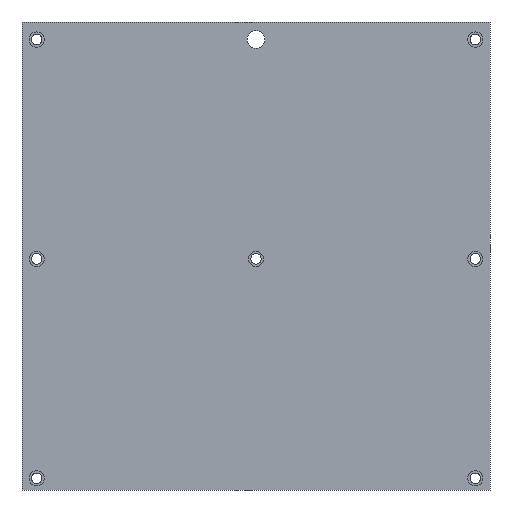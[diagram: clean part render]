
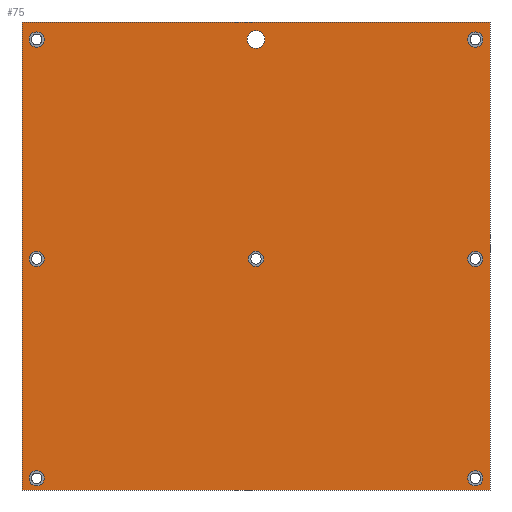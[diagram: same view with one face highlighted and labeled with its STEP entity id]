
A CAD part, front view. The second image highlights one B-rep face of the part: STEP entity #75.
In plain terms, the highlighted planar face has unit normal (0, -1, 0).
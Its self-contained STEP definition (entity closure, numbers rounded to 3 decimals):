
#75 = ADVANCED_FACE( '', ( #108, #109, #110, #111, #112, #113, #114, #115, #116 ), #117, .T. );
#108 = FACE_OUTER_BOUND( '', #216, .T. );
#109 = FACE_BOUND( '', #217, .T. );
#110 = FACE_BOUND( '', #218, .T. );
#111 = FACE_BOUND( '', #219, .T. );
#112 = FACE_BOUND( '', #220, .T. );
#113 = FACE_BOUND( '', #221, .T. );
#114 = FACE_BOUND( '', #222, .T. );
#115 = FACE_BOUND( '', #223, .T. );
#116 = FACE_BOUND( '', #224, .T. );
#117 = PLANE( '', #225 );
#216 = EDGE_LOOP( '', ( #324, #325, #326, #327 ) );
#217 = EDGE_LOOP( '', ( #328 ) );
#218 = EDGE_LOOP( '', ( #329 ) );
#219 = EDGE_LOOP( '', ( #330 ) );
#220 = EDGE_LOOP( '', ( #331 ) );
#221 = EDGE_LOOP( '', ( #332 ) );
#222 = EDGE_LOOP( '', ( #333 ) );
#223 = EDGE_LOOP( '', ( #334 ) );
#224 = EDGE_LOOP( '', ( #335 ) );
#225 = AXIS2_PLACEMENT_3D( '', #336, #337, #338 );
#324 = ORIENTED_EDGE( '', *, *, #514, .T. );
#325 = ORIENTED_EDGE( '', *, *, #515, .T. );
#326 = ORIENTED_EDGE( '', *, *, #516, .T. );
#327 = ORIENTED_EDGE( '', *, *, #517, .T. );
#328 = ORIENTED_EDGE( '', *, *, #518, .T. );
#329 = ORIENTED_EDGE( '', *, *, #519, .T. );
#330 = ORIENTED_EDGE( '', *, *, #520, .T. );
#331 = ORIENTED_EDGE( '', *, *, #521, .T. );
#332 = ORIENTED_EDGE( '', *, *, #522, .T. );
#333 = ORIENTED_EDGE( '', *, *, #523, .T. );
#334 = ORIENTED_EDGE( '', *, *, #524, .T. );
#335 = ORIENTED_EDGE( '', *, *, #525, .T. );
#336 = CARTESIAN_POINT( '', ( -400., -50., -400. ) );
#337 = DIRECTION( '', ( 0., -1., 0. ) );
#338 = DIRECTION( '', ( 0., 0., -1. ) );
#514 = EDGE_CURVE( '', #562, #563, #564, .T. );
#515 = EDGE_CURVE( '', #563, #565, #566, .T. );
#516 = EDGE_CURVE( '', #565, #567, #568, .T. );
#517 = EDGE_CURVE( '', #567, #562, #569, .T. );
#518 = EDGE_CURVE( '', #570, #570, #571, .T. );
#519 = EDGE_CURVE( '', #572, #572, #573, .T. );
#520 = EDGE_CURVE( '', #574, #574, #575, .T. );
#521 = EDGE_CURVE( '', #576, #576, #577, .T. );
#522 = EDGE_CURVE( '', #578, #578, #579, .T. );
#523 = EDGE_CURVE( '', #580, #580, #581, .T. );
#524 = EDGE_CURVE( '', #582, #582, #583, .T. );
#525 = EDGE_CURVE( '', #584, #584, #585, .T. );
#562 = VERTEX_POINT( '', #650 );
#563 = VERTEX_POINT( '', #651 );
#564 = LINE( '', #652, #653 );
#565 = VERTEX_POINT( '', #654 );
#566 = LINE( '', #655, #656 );
#567 = VERTEX_POINT( '', #657 );
#568 = LINE( '', #658, #659 );
#569 = LINE( '', #660, #661 );
#570 = VERTEX_POINT( '', #662 );
#571 = CIRCLE( '', #663, 13. );
#572 = VERTEX_POINT( '', #664 );
#573 = CIRCLE( '', #665, 13. );
#574 = VERTEX_POINT( '', #666 );
#575 = CIRCLE( '', #667, 13. );
#576 = VERTEX_POINT( '', #668 );
#577 = CIRCLE( '', #669, 13. );
#578 = VERTEX_POINT( '', #670 );
#579 = CIRCLE( '', #671, 13. );
#580 = VERTEX_POINT( '', #672 );
#581 = CIRCLE( '', #673, 13. );
#582 = VERTEX_POINT( '', #674 );
#583 = CIRCLE( '', #675, 13. );
#584 = VERTEX_POINT( '', #676 );
#585 = CIRCLE( '', #677, 15. );
#650 = CARTESIAN_POINT( '', ( -400., -50., 400. ) );
#651 = CARTESIAN_POINT( '', ( -400., -50., -400. ) );
#652 = CARTESIAN_POINT( '', ( -400., -50., 400. ) );
#653 = VECTOR( '', #750, 1000. );
#654 = CARTESIAN_POINT( '', ( 400., -50., -400. ) );
#655 = CARTESIAN_POINT( '', ( -400., -50., -400. ) );
#656 = VECTOR( '', #751, 1000. );
#657 = CARTESIAN_POINT( '', ( 400., -50., 400. ) );
#658 = CARTESIAN_POINT( '', ( 400., -50., -400. ) );
#659 = VECTOR( '', #752, 1000. );
#660 = CARTESIAN_POINT( '', ( 400., -50., 400. ) );
#661 = VECTOR( '', #753, 1000. );
#662 = CARTESIAN_POINT( '', ( -375., -50., -18. ) );
#663 = AXIS2_PLACEMENT_3D( '', #754, #755, #756 );
#664 = CARTESIAN_POINT( '', ( -375., -50., -393. ) );
#665 = AXIS2_PLACEMENT_3D( '', #757, #758, #759 );
#666 = CARTESIAN_POINT( '', ( 0., -50., -18. ) );
#667 = AXIS2_PLACEMENT_3D( '', #760, #761, #762 );
#668 = CARTESIAN_POINT( '', ( 375., -50., 357. ) );
#669 = AXIS2_PLACEMENT_3D( '', #763, #764, #765 );
#670 = CARTESIAN_POINT( '', ( 375., -50., -18. ) );
#671 = AXIS2_PLACEMENT_3D( '', #766, #767, #768 );
#672 = CARTESIAN_POINT( '', ( 375., -50., -393. ) );
#673 = AXIS2_PLACEMENT_3D( '', #769, #770, #771 );
#674 = CARTESIAN_POINT( '', ( -375., -50., 357. ) );
#675 = AXIS2_PLACEMENT_3D( '', #772, #773, #774 );
#676 = CARTESIAN_POINT( '', ( 15., -50., 370. ) );
#677 = AXIS2_PLACEMENT_3D( '', #775, #776, #777 );
#750 = DIRECTION( '', ( 0., 0., -1. ) );
#751 = DIRECTION( '', ( 1., 0., 0. ) );
#752 = DIRECTION( '', ( 0., 0., 1. ) );
#753 = DIRECTION( '', ( -1., 0., 0. ) );
#754 = CARTESIAN_POINT( '', ( -375., -50., -5. ) );
#755 = DIRECTION( '', ( 0., 1., 0. ) );
#756 = DIRECTION( '', ( 0., 0., -1. ) );
#757 = CARTESIAN_POINT( '', ( -375., -50., -380. ) );
#758 = DIRECTION( '', ( 0., 1., 0. ) );
#759 = DIRECTION( '', ( 0., 0., -1. ) );
#760 = CARTESIAN_POINT( '', ( 0., -50., -5. ) );
#761 = DIRECTION( '', ( 0., 1., 0. ) );
#762 = DIRECTION( '', ( 0., 0., -1. ) );
#763 = CARTESIAN_POINT( '', ( 375., -50., 370. ) );
#764 = DIRECTION( '', ( 0., 1., 0. ) );
#765 = DIRECTION( '', ( 0., 0., -1. ) );
#766 = CARTESIAN_POINT( '', ( 375., -50., -5. ) );
#767 = DIRECTION( '', ( 0., 1., 0. ) );
#768 = DIRECTION( '', ( 0., 0., -1. ) );
#769 = CARTESIAN_POINT( '', ( 375., -50., -380. ) );
#770 = DIRECTION( '', ( 0., 1., 0. ) );
#771 = DIRECTION( '', ( 0., 0., -1. ) );
#772 = CARTESIAN_POINT( '', ( -375., -50., 370. ) );
#773 = DIRECTION( '', ( 0., 1., 0. ) );
#774 = DIRECTION( '', ( 0., 0., -1. ) );
#775 = CARTESIAN_POINT( '', ( 0., -50., 370. ) );
#776 = DIRECTION( '', ( 0., 1., 0. ) );
#777 = DIRECTION( '', ( 1., 0., 0. ) );
